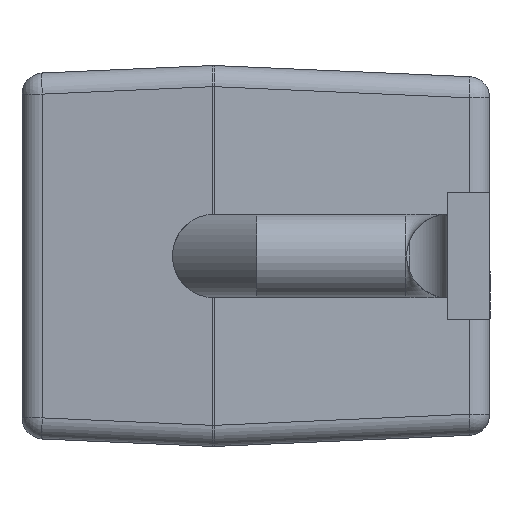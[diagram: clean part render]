
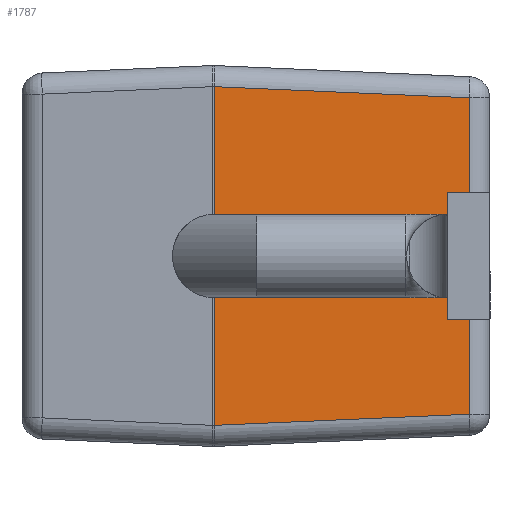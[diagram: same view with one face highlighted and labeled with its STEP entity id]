
A CAD part, left-side view. The second image highlights one B-rep face of the part: STEP entity #1787.
In plain terms, the highlighted planar face has unit normal (-0.999, -0.044, 0).
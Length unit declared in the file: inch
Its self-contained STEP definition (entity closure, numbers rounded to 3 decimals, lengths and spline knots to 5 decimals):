
#299=CARTESIAN_POINT('',(-0.22499,0.00978,-0.04));
#300=VERTEX_POINT('',#299);
#431=CARTESIAN_POINT('',(-0.22499,0.00978,0.04));
#432=VERTEX_POINT('',#431);
#478=CARTESIAN_POINT('',(-0.22499,0.00978,-0.04));
#479=DIRECTION('',(0.0,0.0,1.0));
#480=VECTOR('',#479,0.07999);
#481=LINE('',#478,#480);
#482=EDGE_CURVE('',#300,#432,#481,.T.);
#510=CARTESIAN_POINT('',(-0.22236,-0.05047,-0.03736));
#511=VERTEX_POINT('',#510);
#600=CARTESIAN_POINT('',(-0.22236,-0.05047,0.03736));
#601=VERTEX_POINT('',#600);
#643=CARTESIAN_POINT('',(-0.22236,-0.05047,0.03736));
#644=DIRECTION('',(0.0,0.0,-1.0));
#645=VECTOR('',#644,0.07473);
#646=LINE('',#643,#645);
#647=EDGE_CURVE('',#601,#511,#646,.T.);
#1612=CARTESIAN_POINT('',(-0.22499,0.00978,0.04));
#1613=DIRECTION('',(0.044,-0.998,-0.044));
#1614=VECTOR('',#1613,0.06036);
#1615=LINE('',#1612,#1614);
#1616=EDGE_CURVE('',#432,#601,#1615,.T.);
#1656=CARTESIAN_POINT('',(-0.22236,-0.05047,-0.03736));
#1657=DIRECTION('',(-0.044,0.998,-0.044));
#1658=VECTOR('',#1657,0.06036);
#1659=LINE('',#1656,#1658);
#1660=EDGE_CURVE('',#511,#300,#1659,.T.);
#1776=CARTESIAN_POINT('',(-0.22215,-0.05519,0.0));
#1777=DIRECTION('',(-0.999,-0.044,0.0));
#1778=DIRECTION('',(0.0,0.0,1.0));
#1779=AXIS2_PLACEMENT_3D('',#1776,#1777,#1778);
#1780=PLANE('',#1779);
#1781=ORIENTED_EDGE('',*,*,#647,.F.);
#1782=ORIENTED_EDGE('',*,*,#1616,.F.);
#1783=ORIENTED_EDGE('',*,*,#482,.F.);
#1784=ORIENTED_EDGE('',*,*,#1660,.F.);
#1785=EDGE_LOOP('',(#1781,#1782,#1783,#1784));
#1786=FACE_OUTER_BOUND('',#1785,.T.);
#1787=ADVANCED_FACE('',(#1786),#1780,.T.);
